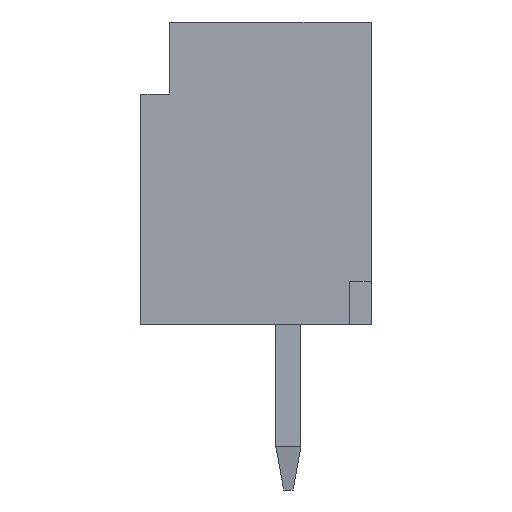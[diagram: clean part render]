
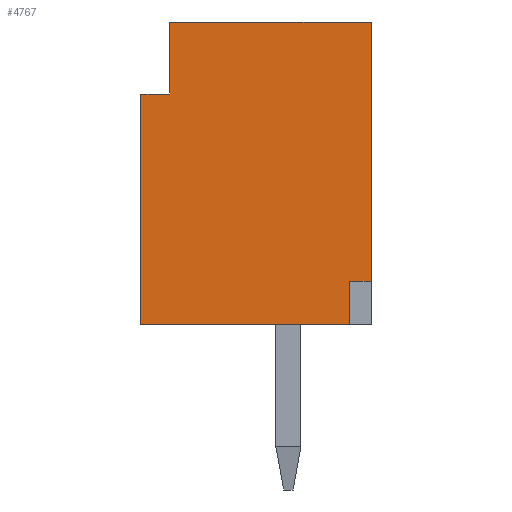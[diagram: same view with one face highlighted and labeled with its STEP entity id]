
A CAD part, left-side view. The second image highlights one B-rep face of the part: STEP entity #4767.
In plain terms, the highlighted planar face has unit normal (-1, 0, 0).
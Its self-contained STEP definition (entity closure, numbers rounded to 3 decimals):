
#111 = PLANE('',#112);
#112 = AXIS2_PLACEMENT_3D('',#113,#114,#115);
#113 = CARTESIAN_POINT('',(7.75,-1.15,0.));
#114 = DIRECTION('',(0.,-1.,0.));
#115 = DIRECTION('',(0.,0.,1.));
#139 = PLANE('',#140);
#140 = AXIS2_PLACEMENT_3D('',#141,#142,#143);
#141 = CARTESIAN_POINT('',(7.75,-1.15,4.2));
#142 = DIRECTION('',(0.,0.,1.));
#143 = DIRECTION('',(0.,1.,0.));
#223 = PLANE('',#224);
#224 = AXIS2_PLACEMENT_3D('',#225,#226,#227);
#225 = CARTESIAN_POINT('',(7.75,2.05,4.2));
#226 = DIRECTION('',(0.,1.,0.));
#227 = DIRECTION('',(0.,0.,-1.));
#995 = PLANE('',#996);
#996 = AXIS2_PLACEMENT_3D('',#997,#998,#999);
#997 = CARTESIAN_POINT('',(7.75,2.05,0.));
#998 = DIRECTION('',(0.,0.,-1.));
#999 = DIRECTION('',(0.,-1.,0.));
#1036 = VERTEX_POINT('',#1037);
#1037 = CARTESIAN_POINT('',(-1.5,-1.15,0.6));
#1051 = PLANE('',#1052);
#1052 = AXIS2_PLACEMENT_3D('',#1053,#1054,#1055);
#1053 = CARTESIAN_POINT('',(-0.925,-1.15,0.6));
#1054 = DIRECTION('',(0.,0.,1.));
#1055 = DIRECTION('',(-1.,0.,0.));
#1063 = EDGE_CURVE('',#1036,#1064,#1066,.T.);
#1064 = VERTEX_POINT('',#1065);
#1065 = CARTESIAN_POINT('',(-1.5,-1.15,4.2));
#1066 = SURFACE_CURVE('',#1067,(#1071,#1078),.PCURVE_S1.);
#1067 = LINE('',#1068,#1069);
#1068 = CARTESIAN_POINT('',(-1.5,-1.15,0.6));
#1069 = VECTOR('',#1070,1.);
#1070 = DIRECTION('',(0.,0.,1.));
#1071 = PCURVE('',#111,#1072);
#1072 = DEFINITIONAL_REPRESENTATION('',(#1073),#1077);
#1073 = LINE('',#1074,#1075);
#1074 = CARTESIAN_POINT('',(0.6,9.25));
#1075 = VECTOR('',#1076,1.);
#1076 = DIRECTION('',(1.,0.));
#1077 = ( GEOMETRIC_REPRESENTATION_CONTEXT(2) 
PARAMETRIC_REPRESENTATION_CONTEXT() REPRESENTATION_CONTEXT('2D SPACE',''
  ) );
#1078 = PCURVE('',#1079,#1084);
#1079 = PLANE('',#1080);
#1080 = AXIS2_PLACEMENT_3D('',#1081,#1082,#1083);
#1081 = CARTESIAN_POINT('',(-1.5,0.45,2.1));
#1082 = DIRECTION('',(-1.,0.,0.));
#1083 = DIRECTION('',(0.,0.,-1.));
#1084 = DEFINITIONAL_REPRESENTATION('',(#1085),#1089);
#1085 = LINE('',#1086,#1087);
#1086 = CARTESIAN_POINT('',(1.5,1.6));
#1087 = VECTOR('',#1088,1.);
#1088 = DIRECTION('',(-1.,0.));
#1089 = ( GEOMETRIC_REPRESENTATION_CONTEXT(2) 
PARAMETRIC_REPRESENTATION_CONTEXT() REPRESENTATION_CONTEXT('2D SPACE',''
  ) );
#1722 = EDGE_CURVE('',#1064,#1723,#1725,.T.);
#1723 = VERTEX_POINT('',#1724);
#1724 = CARTESIAN_POINT('',(-1.5,1.65,4.2));
#1725 = SURFACE_CURVE('',#1726,(#1730,#1737),.PCURVE_S1.);
#1726 = LINE('',#1727,#1728);
#1727 = CARTESIAN_POINT('',(-1.5,-1.15,4.2));
#1728 = VECTOR('',#1729,1.);
#1729 = DIRECTION('',(0.,1.,0.));
#1730 = PCURVE('',#139,#1731);
#1731 = DEFINITIONAL_REPRESENTATION('',(#1732),#1736);
#1732 = LINE('',#1733,#1734);
#1733 = CARTESIAN_POINT('',(0.,9.25));
#1734 = VECTOR('',#1735,1.);
#1735 = DIRECTION('',(1.,0.));
#1736 = ( GEOMETRIC_REPRESENTATION_CONTEXT(2) 
PARAMETRIC_REPRESENTATION_CONTEXT() REPRESENTATION_CONTEXT('2D SPACE',''
  ) );
#1737 = PCURVE('',#1079,#1738);
#1738 = DEFINITIONAL_REPRESENTATION('',(#1739),#1743);
#1739 = LINE('',#1740,#1741);
#1740 = CARTESIAN_POINT('',(-2.1,1.6));
#1741 = VECTOR('',#1742,1.);
#1742 = DIRECTION('',(0.,-1.));
#1743 = ( GEOMETRIC_REPRESENTATION_CONTEXT(2) 
PARAMETRIC_REPRESENTATION_CONTEXT() REPRESENTATION_CONTEXT('2D SPACE',''
  ) );
#1761 = PLANE('',#1762);
#1762 = AXIS2_PLACEMENT_3D('',#1763,#1764,#1765);
#1763 = CARTESIAN_POINT('',(7.15,1.65,4.2));
#1764 = DIRECTION('',(0.,1.,0.));
#1765 = DIRECTION('',(-1.,0.,0.));
#2191 = VERTEX_POINT('',#2192);
#2192 = CARTESIAN_POINT('',(-1.5,2.05,3.2));
#2206 = PLANE('',#2207);
#2207 = AXIS2_PLACEMENT_3D('',#2208,#2209,#2210);
#2208 = CARTESIAN_POINT('',(-0.55,2.05,3.2));
#2209 = DIRECTION('',(0.,0.,-1.));
#2210 = DIRECTION('',(-1.,0.,0.));
#2218 = EDGE_CURVE('',#2191,#2219,#2221,.T.);
#2219 = VERTEX_POINT('',#2220);
#2220 = CARTESIAN_POINT('',(-1.5,2.05,0.));
#2221 = SURFACE_CURVE('',#2222,(#2226,#2233),.PCURVE_S1.);
#2222 = LINE('',#2223,#2224);
#2223 = CARTESIAN_POINT('',(-1.5,2.05,3.2));
#2224 = VECTOR('',#2225,1.);
#2225 = DIRECTION('',(0.,0.,-1.));
#2226 = PCURVE('',#223,#2227);
#2227 = DEFINITIONAL_REPRESENTATION('',(#2228),#2232);
#2228 = LINE('',#2229,#2230);
#2229 = CARTESIAN_POINT('',(1.,9.25));
#2230 = VECTOR('',#2231,1.);
#2231 = DIRECTION('',(1.,0.));
#2232 = ( GEOMETRIC_REPRESENTATION_CONTEXT(2) 
PARAMETRIC_REPRESENTATION_CONTEXT() REPRESENTATION_CONTEXT('2D SPACE',''
  ) );
#2233 = PCURVE('',#1079,#2234);
#2234 = DEFINITIONAL_REPRESENTATION('',(#2235),#2239);
#2235 = LINE('',#2236,#2237);
#2236 = CARTESIAN_POINT('',(-1.1,-1.6));
#2237 = VECTOR('',#2238,1.);
#2238 = DIRECTION('',(1.,0.));
#2239 = ( GEOMETRIC_REPRESENTATION_CONTEXT(2) 
PARAMETRIC_REPRESENTATION_CONTEXT() REPRESENTATION_CONTEXT('2D SPACE',''
  ) );
#4597 = EDGE_CURVE('',#2219,#4598,#4600,.T.);
#4598 = VERTEX_POINT('',#4599);
#4599 = CARTESIAN_POINT('',(-1.5,-0.85,0.));
#4600 = SURFACE_CURVE('',#4601,(#4605,#4612),.PCURVE_S1.);
#4601 = LINE('',#4602,#4603);
#4602 = CARTESIAN_POINT('',(-1.5,2.05,0.));
#4603 = VECTOR('',#4604,1.);
#4604 = DIRECTION('',(0.,-1.,0.));
#4605 = PCURVE('',#995,#4606);
#4606 = DEFINITIONAL_REPRESENTATION('',(#4607),#4611);
#4607 = LINE('',#4608,#4609);
#4608 = CARTESIAN_POINT('',(0.,9.25));
#4609 = VECTOR('',#4610,1.);
#4610 = DIRECTION('',(1.,0.));
#4611 = ( GEOMETRIC_REPRESENTATION_CONTEXT(2) 
PARAMETRIC_REPRESENTATION_CONTEXT() REPRESENTATION_CONTEXT('2D SPACE',''
  ) );
#4612 = PCURVE('',#1079,#4613);
#4613 = DEFINITIONAL_REPRESENTATION('',(#4614),#4618);
#4614 = LINE('',#4615,#4616);
#4615 = CARTESIAN_POINT('',(2.1,-1.6));
#4616 = VECTOR('',#4617,1.);
#4617 = DIRECTION('',(0.,1.));
#4618 = ( GEOMETRIC_REPRESENTATION_CONTEXT(2) 
PARAMETRIC_REPRESENTATION_CONTEXT() REPRESENTATION_CONTEXT('2D SPACE',''
  ) );
#4636 = PLANE('',#4637);
#4637 = AXIS2_PLACEMENT_3D('',#4638,#4639,#4640);
#4638 = CARTESIAN_POINT('',(7.75,-0.85,0.));
#4639 = DIRECTION('',(0.,-1.,0.));
#4640 = DIRECTION('',(1.,0.,0.));
#4722 = EDGE_CURVE('',#1036,#4723,#4725,.T.);
#4723 = VERTEX_POINT('',#4724);
#4724 = CARTESIAN_POINT('',(-1.5,-0.85,0.6));
#4725 = SURFACE_CURVE('',#4726,(#4730,#4737),.PCURVE_S1.);
#4726 = LINE('',#4727,#4728);
#4727 = CARTESIAN_POINT('',(-1.5,-1.15,0.6));
#4728 = VECTOR('',#4729,1.);
#4729 = DIRECTION('',(0.,1.,0.));
#4730 = PCURVE('',#1051,#4731);
#4731 = DEFINITIONAL_REPRESENTATION('',(#4732),#4736);
#4732 = LINE('',#4733,#4734);
#4733 = CARTESIAN_POINT('',(0.575,0.));
#4734 = VECTOR('',#4735,1.);
#4735 = DIRECTION('',(0.,-1.));
#4736 = ( GEOMETRIC_REPRESENTATION_CONTEXT(2) 
PARAMETRIC_REPRESENTATION_CONTEXT() REPRESENTATION_CONTEXT('2D SPACE',''
  ) );
#4737 = PCURVE('',#1079,#4738);
#4738 = DEFINITIONAL_REPRESENTATION('',(#4739),#4743);
#4739 = LINE('',#4740,#4741);
#4740 = CARTESIAN_POINT('',(1.5,1.6));
#4741 = VECTOR('',#4742,1.);
#4742 = DIRECTION('',(0.,-1.));
#4743 = ( GEOMETRIC_REPRESENTATION_CONTEXT(2) 
PARAMETRIC_REPRESENTATION_CONTEXT() REPRESENTATION_CONTEXT('2D SPACE',''
  ) );
#4767 = ADVANCED_FACE('',(#4768),#1079,.T.);
#4768 = FACE_BOUND('',#4769,.F.);
#4769 = EDGE_LOOP('',(#4770,#4771,#4772,#4793,#4794,#4795,#4818,#4839));
#4770 = ORIENTED_EDGE('',*,*,#1063,.F.);
#4771 = ORIENTED_EDGE('',*,*,#4722,.T.);
#4772 = ORIENTED_EDGE('',*,*,#4773,.F.);
#4773 = EDGE_CURVE('',#4598,#4723,#4774,.T.);
#4774 = SURFACE_CURVE('',#4775,(#4779,#4786),.PCURVE_S1.);
#4775 = LINE('',#4776,#4777);
#4776 = CARTESIAN_POINT('',(-1.5,-0.85,0.));
#4777 = VECTOR('',#4778,1.);
#4778 = DIRECTION('',(0.,0.,1.));
#4779 = PCURVE('',#1079,#4780);
#4780 = DEFINITIONAL_REPRESENTATION('',(#4781),#4785);
#4781 = LINE('',#4782,#4783);
#4782 = CARTESIAN_POINT('',(2.1,1.3));
#4783 = VECTOR('',#4784,1.);
#4784 = DIRECTION('',(-1.,0.));
#4785 = ( GEOMETRIC_REPRESENTATION_CONTEXT(2) 
PARAMETRIC_REPRESENTATION_CONTEXT() REPRESENTATION_CONTEXT('2D SPACE',''
  ) );
#4786 = PCURVE('',#4636,#4787);
#4787 = DEFINITIONAL_REPRESENTATION('',(#4788),#4792);
#4788 = LINE('',#4789,#4790);
#4789 = CARTESIAN_POINT('',(-9.25,0.));
#4790 = VECTOR('',#4791,1.);
#4791 = DIRECTION('',(0.,1.));
#4792 = ( GEOMETRIC_REPRESENTATION_CONTEXT(2) 
PARAMETRIC_REPRESENTATION_CONTEXT() REPRESENTATION_CONTEXT('2D SPACE',''
  ) );
#4793 = ORIENTED_EDGE('',*,*,#4597,.F.);
#4794 = ORIENTED_EDGE('',*,*,#2218,.F.);
#4795 = ORIENTED_EDGE('',*,*,#4796,.T.);
#4796 = EDGE_CURVE('',#2191,#4797,#4799,.T.);
#4797 = VERTEX_POINT('',#4798);
#4798 = CARTESIAN_POINT('',(-1.5,1.65,3.2));
#4799 = SURFACE_CURVE('',#4800,(#4804,#4811),.PCURVE_S1.);
#4800 = LINE('',#4801,#4802);
#4801 = CARTESIAN_POINT('',(-1.5,2.05,3.2));
#4802 = VECTOR('',#4803,1.);
#4803 = DIRECTION('',(0.,-1.,0.));
#4804 = PCURVE('',#1079,#4805);
#4805 = DEFINITIONAL_REPRESENTATION('',(#4806),#4810);
#4806 = LINE('',#4807,#4808);
#4807 = CARTESIAN_POINT('',(-1.1,-1.6));
#4808 = VECTOR('',#4809,1.);
#4809 = DIRECTION('',(0.,1.));
#4810 = ( GEOMETRIC_REPRESENTATION_CONTEXT(2) 
PARAMETRIC_REPRESENTATION_CONTEXT() REPRESENTATION_CONTEXT('2D SPACE',''
  ) );
#4811 = PCURVE('',#2206,#4812);
#4812 = DEFINITIONAL_REPRESENTATION('',(#4813),#4817);
#4813 = LINE('',#4814,#4815);
#4814 = CARTESIAN_POINT('',(0.95,0.));
#4815 = VECTOR('',#4816,1.);
#4816 = DIRECTION('',(0.,-1.));
#4817 = ( GEOMETRIC_REPRESENTATION_CONTEXT(2) 
PARAMETRIC_REPRESENTATION_CONTEXT() REPRESENTATION_CONTEXT('2D SPACE',''
  ) );
#4818 = ORIENTED_EDGE('',*,*,#4819,.F.);
#4819 = EDGE_CURVE('',#1723,#4797,#4820,.T.);
#4820 = SURFACE_CURVE('',#4821,(#4825,#4832),.PCURVE_S1.);
#4821 = LINE('',#4822,#4823);
#4822 = CARTESIAN_POINT('',(-1.5,1.65,4.2));
#4823 = VECTOR('',#4824,1.);
#4824 = DIRECTION('',(0.,0.,-1.));
#4825 = PCURVE('',#1079,#4826);
#4826 = DEFINITIONAL_REPRESENTATION('',(#4827),#4831);
#4827 = LINE('',#4828,#4829);
#4828 = CARTESIAN_POINT('',(-2.1,-1.2));
#4829 = VECTOR('',#4830,1.);
#4830 = DIRECTION('',(1.,0.));
#4831 = ( GEOMETRIC_REPRESENTATION_CONTEXT(2) 
PARAMETRIC_REPRESENTATION_CONTEXT() REPRESENTATION_CONTEXT('2D SPACE',''
  ) );
#4832 = PCURVE('',#1761,#4833);
#4833 = DEFINITIONAL_REPRESENTATION('',(#4834),#4838);
#4834 = LINE('',#4835,#4836);
#4835 = CARTESIAN_POINT('',(8.65,0.));
#4836 = VECTOR('',#4837,1.);
#4837 = DIRECTION('',(0.,-1.));
#4838 = ( GEOMETRIC_REPRESENTATION_CONTEXT(2) 
PARAMETRIC_REPRESENTATION_CONTEXT() REPRESENTATION_CONTEXT('2D SPACE',''
  ) );
#4839 = ORIENTED_EDGE('',*,*,#1722,.F.);
